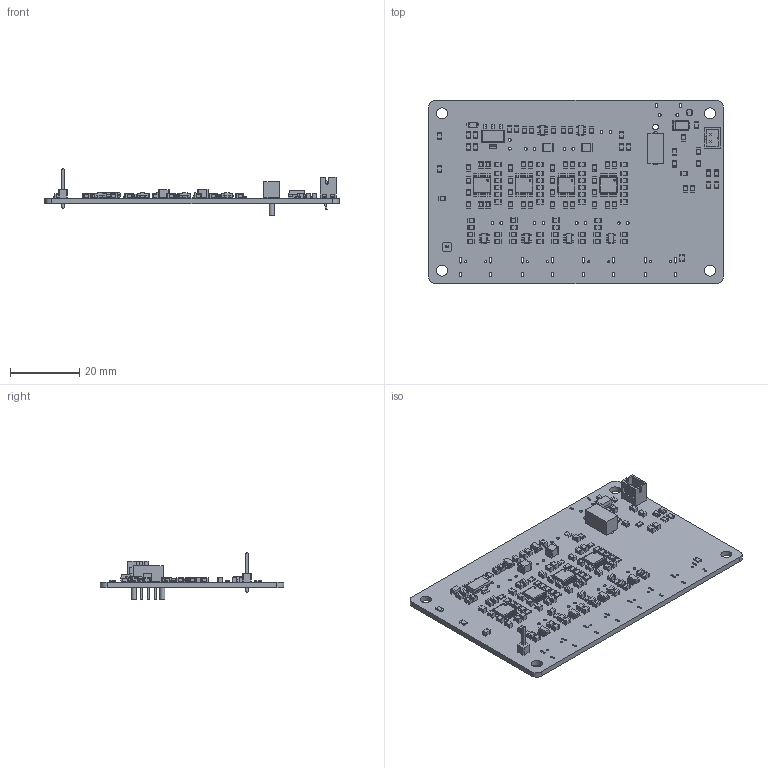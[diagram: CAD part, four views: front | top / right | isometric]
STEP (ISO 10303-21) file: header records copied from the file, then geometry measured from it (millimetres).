
FILE_DESCRIPTION(('KiCad electronic assembly'),'2;1');
FILE_NAME('Platine 4 Kanal Ferroelektret.step','2024-11-14T21:24:20',( 'Pcbnew'),('Kicad'),'Open CASCADE STEP processor 7.8', 'KiCad to STEP converter','Unknown');
FILE_SCHEMA(('AUTOMOTIVE_DESIGN { 1 0 10303 214 1 1 1 1 }'));
Length unit declared in the file: millimetre
Products named in the file (28): Platine 4 Kanal Ferroelektret 1; R_0805_2012Metric; C_1210_3225Metric; SK-12D02-VG3; ASSEMBLY; SOT-23-5; SOT_23_5; C_0805_2012Metric; D_SMA; TSSOP-16_4.4x5mm_P0.65mm; TSSOP_16_44x5mm_P065mm; LED_0805_2012Metric; SOT-666; SOT_666; SOT-223; SOT_223; D_SOD-123F; D_SOD_123F; JST_PH_B2B-PH-K_1x02_P2.00mm_Vertical; JST_B2B_PH_K; PinHeader_1x01_P2.54mm_Vertical; PinHeader_1x01_P254mm_Vertical; Platine 4 Kanal Ferroelektret_PCB
Assembly tree (145 placements, depth 3):
  Platine 4 Kanal Ferroelektret 1
    R_0805_2012Metric  x40
      R_0805_2012Metric
    C_1210_3225Metric  x2
      C_1210_3225Metric
    SK-12D02-VG3
      ASSEMBLY
    SOT-23-5  x6
      SOT_23_5
    C_0805_2012Metric  x69
      C_0805_2012Metric
    D_SMA
      D_SMA
    TSSOP-16_4.4x5mm_P0.65mm  x4
      TSSOP_16_44x5mm_P065mm
    LED_0805_2012Metric  x3
      LED_0805_2012Metric
    SOT-666
      SOT_666
    SOT-223
      SOT_223
    D_SOD-123F
      D_SOD_123F
    JST_PH_B2B-PH-K_1x02_P2.00mm_Vertical
      JST_B2B_PH_K
    PinHeader_1x01_P2.54mm_Vertical
      PinHeader_1x01_P254mm_Vertical
    Platine 4 Kanal Ferroelektret_PCB
Bounding box: 85 x 53 x 13.54 mm (x, y, z)
Volume: 7969.6 mm3; surface area: 12558.6 mm2
Topology: 157 solids, 157 shells, 5386 faces, 13904 edges, 8988 vertices
Faces by surface type: plane 3349, cylinder 1701, bspline 336
Full cylindrical faces by diameter (mm): 0.5 x4, 0.6 x23, 0.75 x2, 0.8 x19, 0.85 x2, 1 x1, 1.455 x10, 1.655 x2, 3.2 x4
Entity records: 37178 total; most frequent: CARTESIAN_POINT 5840, ORIENTED_EDGE 5096, DIRECTION 5038, EDGE_CURVE 2548, LINE 1930, VECTOR 1930, VERTEX_POINT 1624, AXIS2_PLACEMENT_3D 1554
